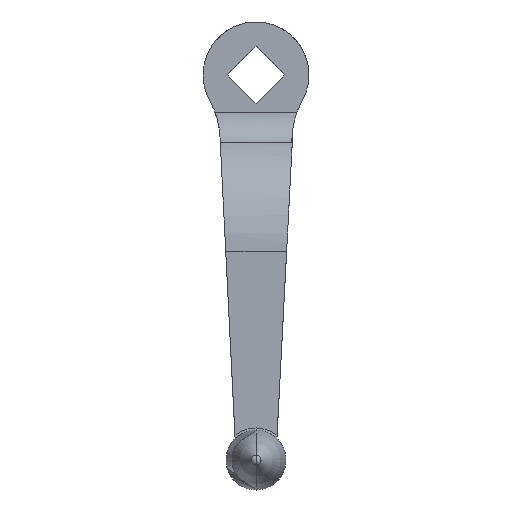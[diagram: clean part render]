
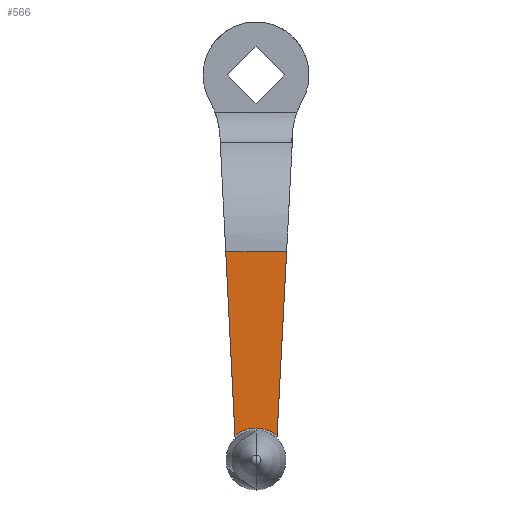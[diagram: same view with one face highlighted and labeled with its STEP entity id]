
A CAD part, front view. The second image highlights one B-rep face of the part: STEP entity #566.
In plain terms, the highlighted planar face has unit normal (0, -1, 0).
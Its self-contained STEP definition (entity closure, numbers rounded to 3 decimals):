
#244=EDGE_CURVE('',#574,#518,#674,.T.);
#284=EDGE_CURVE('',#300,#574,#719,.T.);
#298=EDGE_CURVE('',#300,#530,#737,.T.);
#300=VERTEX_POINT('',#739);
#518=VERTEX_POINT('',#975);
#520=EDGE_CURVE('',#640,#530,#977,.T.);
#530=VERTEX_POINT('',#990);
#566=ADVANCED_FACE('',(#1030),#1031,.F.);
#574=VERTEX_POINT('',#1041);
#632=EDGE_CURVE('',#640,#518,#1105,.T.);
#640=VERTEX_POINT('',#1114);
#674=CIRCLE('',#1145,13.333);
#719=CIRCLE('',#1220,13.333);
#737=LINE('',#1240,#1241);
#739=CARTESIAN_POINT('',(-8.741,-74.0,-149.931));
#975=CARTESIAN_POINT('',(8.749,-74.0,-149.938));
#977=LINE('',#1627,#1628);
#990=CARTESIAN_POINT('',(-12.575,-74.0,-73.436));
#1030=FACE_OUTER_BOUND('',#1699,.T.);
#1031=PLANE('',#1700);
#1041=CARTESIAN_POINT('',(0.,-74.,-146.667));
#1105=LINE('',#1847,#1848);
#1114=CARTESIAN_POINT('',(12.716,-74.0,-73.436));
#1145=AXIS2_PLACEMENT_3D('',#1898,#1899,#1900);
#1220=AXIS2_PLACEMENT_3D('',#1969,#1970,#1971);
#1240=CARTESIAN_POINT('',(-11.199,-74.0,-100.881));
#1241=VECTOR('',#2004,1.0);
#1627=CARTESIAN_POINT('',(0.,-74.0,-73.436));
#1628=VECTOR('',#2256,1.0);
#1699=EDGE_LOOP('',(#2323,#2324,#2325,#2326,#2327));
#1700=AXIS2_PLACEMENT_3D('',#2328,#2329,#2330);
#1847=CARTESIAN_POINT('',(14.542,-74.0,-38.236));
#1848=VECTOR('',#2420,1.0);
#1898=CARTESIAN_POINT('',(0.,-74.0,-160.0));
#1899=DIRECTION('',(-0.0,1.0,0.0));
#1900=DIRECTION('',(0.,0.0,1.0));
#1969=CARTESIAN_POINT('',(0.,-74.0,-160.0));
#1970=DIRECTION('',(-0.0,1.0,0.0));
#1971=DIRECTION('',(0.,0.0,1.0));
#2004=DIRECTION('',(-0.05,0.0,0.999));
#2256=DIRECTION('',(-1.0,0.,0.));
#2323=ORIENTED_EDGE('',*,*,#298,.F.);
#2324=ORIENTED_EDGE('',*,*,#284,.T.);
#2325=ORIENTED_EDGE('',*,*,#244,.T.);
#2326=ORIENTED_EDGE('',*,*,#632,.F.);
#2327=ORIENTED_EDGE('',*,*,#520,.T.);
#2328=CARTESIAN_POINT('',(0.,-74.0,-46.333));
#2329=DIRECTION('',(-0.0,1.0,0.0));
#2330=DIRECTION('',(0.,0.0,1.0));
#2420=DIRECTION('',(-0.052,0.0,-0.999));
